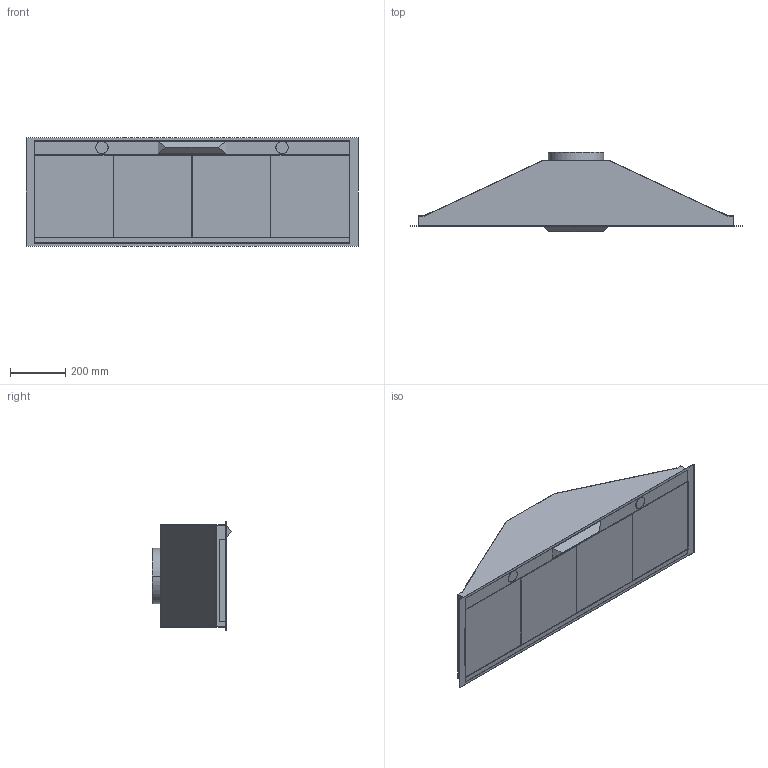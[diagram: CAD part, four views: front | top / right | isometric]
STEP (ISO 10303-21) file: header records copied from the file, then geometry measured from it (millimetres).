
FILE_DESCRIPTION((''),'2;1');
FILE_NAME('UM1390-12S','2021-02-12T',('seona'),(''),'CREO PARAMETRIC BY PTC INC, 2016260','CREO PARAMETRIC BY PTC INC, 2016260','');
FILE_SCHEMA(('CONFIG_CONTROL_DESIGN'));
Length unit declared in the file: millimetre
Products named in the file (1): UM1390-12S
Bounding box: 1198 x 288 x 390 mm (x, y, z)
Volume: 9404849.7 mm3; surface area: 2675707.6 mm2
Topology: 7 solids, 7 shells, 77 faces, 181 edges, 118 vertices
Faces by surface type: plane 65, cylinder 12
Entity records: 2221 total; most frequent: CARTESIAN_POINT 376, ORIENTED_EDGE 362, DIRECTION 359, EDGE_CURVE 181, VECTOR 157, LINE 157, VERTEX_POINT 118, AXIS2_PLACEMENT_3D 101
